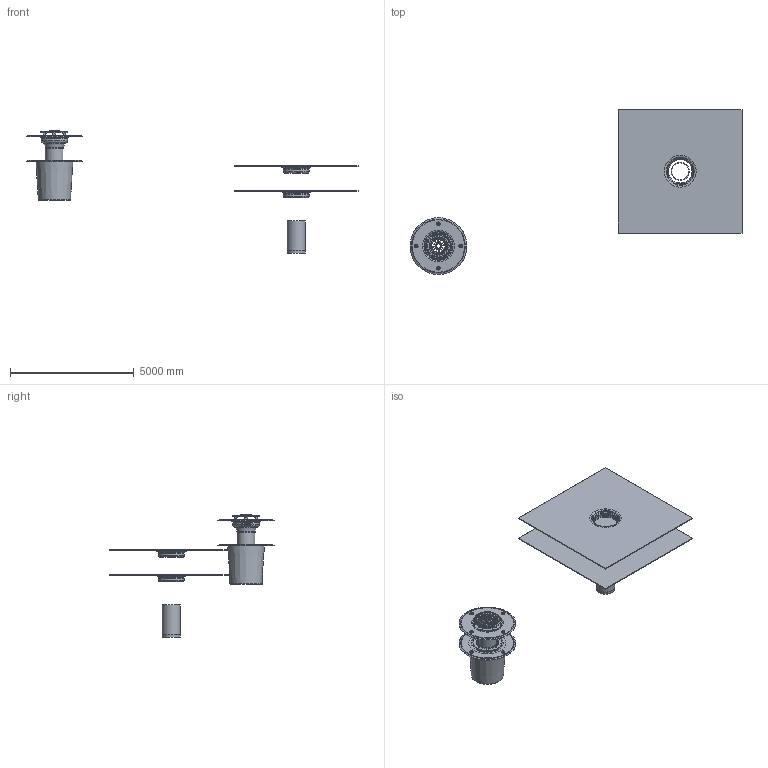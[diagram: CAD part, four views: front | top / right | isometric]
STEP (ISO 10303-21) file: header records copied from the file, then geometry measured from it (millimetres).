
FILE_DESCRIPTION(/* description */ (''),/* implementation_level */ '2;1');
FILE_NAME(/* name */ '15381.070X_3D.stp',/* time_stamp */ '2024-12-12T06:53:09+01:00',/* author */ ('CAD'),/* organization */ (''),/* preprocessor_version */ 'ST-DEVELOPER v20',/* originating_system */ 'AutoCAD Mechanical',/* authorisation */ '');
FILE_SCHEMA (('AUTOMOTIVE_DESIGN { 1 0 10303 214 3 1 1 }'));
Length unit declared in the file: centimetre
Products named in the file (2): Product; *S0
Assembly tree (1 placements, depth 2):
  Product
    *S0
Bounding box: 13439.08 x 6677.5 x 4947.7 mm (x, y, z)
Volume: 3165016277.6 mm3; surface area: 159302703.8 mm2
Topology: 15 solids, 15 shells, 621 faces, 1741 edges, 1142 vertices
Faces by surface type: cylinder 273, plane 150, torus 100, cone 88, sphere 8, bspline 2
Full cylindrical faces by diameter (mm): 20 x16, 32 x2, 52 x2, 170 x1, 698 x3, 730 x5, 736 x1, 763 x1, 770 x5, 795 x1, 810 x3, 850 x1, 885 x2, 900 x1, 901 x2, 905 x2, 950 x1, 953.818 x2, 965 x4, 1070 x1, 1100 x1
Entity records: 24328 total; most frequent: CARTESIAN_POINT 7829, DIRECTION 3517, ORIENTED_EDGE 3478, EDGE_CURVE 1739, AXIS2_PLACEMENT_3D 1448, VERTEX_POINT 1138, CIRCLE 824, EDGE_LOOP 749
